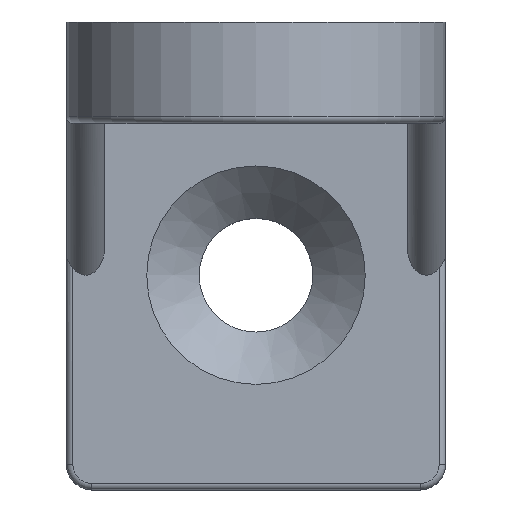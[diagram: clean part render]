
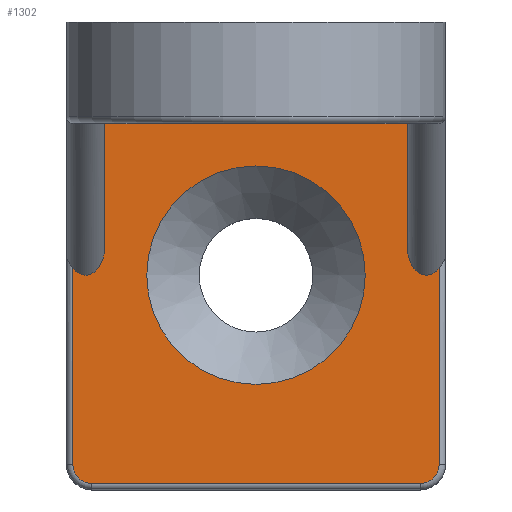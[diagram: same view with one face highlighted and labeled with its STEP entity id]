
A CAD part, top view. The second image highlights one B-rep face of the part: STEP entity #1302.
In plain terms, the highlighted planar face has unit normal (0, 0, 1).
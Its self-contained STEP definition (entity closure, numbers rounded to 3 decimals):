
#15=FACE_BOUND('',#478,.T.);
#27=ELLIPSE('',#1422,2.121,1.5);
#30=ELLIPSE('',#1426,2.121,1.5);
#152=LINE('',#2144,#271);
#153=LINE('',#2161,#272);
#155=LINE('',#2176,#274);
#162=LINE('',#2202,#281);
#163=LINE('',#2205,#282);
#165=LINE('',#2208,#284);
#271=VECTOR('',#1707,10.);
#272=VECTOR('',#1720,10.);
#274=VECTOR('',#1732,10.);
#281=VECTOR('',#1763,10.);
#282=VECTOR('',#1766,10.);
#284=VECTOR('',#1770,10.);
#333=PLANE('',#1429);
#403=FACE_OUTER_BOUND('',#477,.T.);
#477=EDGE_LOOP('',(#1138,#1139,#1140,#1141,#1142,#1143,#1144,#1145,#1146,
#1147));
#478=EDGE_LOOP('',(#1148));
#524=CIRCLE('',#1407,1.5);
#528=CIRCLE('',#1413,1.5);
#532=CIRCLE('',#1430,8.65);
#652=VERTEX_POINT('',#2141);
#653=VERTEX_POINT('',#2143);
#655=VERTEX_POINT('',#2153);
#657=VERTEX_POINT('',#2159);
#658=VERTEX_POINT('',#2164);
#659=VERTEX_POINT('',#2169);
#662=VERTEX_POINT('',#2188);
#665=VERTEX_POINT('',#2196);
#666=VERTEX_POINT('',#2200);
#667=VERTEX_POINT('',#2204);
#668=VERTEX_POINT('',#2209);
#818=EDGE_CURVE('',#652,#653,#152,.T.);
#821=EDGE_CURVE('',#655,#652,#524,.T.);
#824=EDGE_CURVE('',#657,#655,#153,.T.);
#827=EDGE_CURVE('',#658,#657,#528,.T.);
#830=EDGE_CURVE('',#659,#658,#155,.T.);
#836=EDGE_CURVE('',#662,#659,#27,.F.);
#840=EDGE_CURVE('',#653,#665,#30,.F.);
#843=EDGE_CURVE('',#662,#666,#162,.T.);
#844=EDGE_CURVE('',#667,#665,#163,.T.);
#846=EDGE_CURVE('',#666,#667,#165,.T.);
#847=EDGE_CURVE('',#668,#668,#532,.T.);
#1138=ORIENTED_EDGE('',*,*,#830,.F.);
#1139=ORIENTED_EDGE('',*,*,#836,.F.);
#1140=ORIENTED_EDGE('',*,*,#843,.T.);
#1141=ORIENTED_EDGE('',*,*,#846,.T.);
#1142=ORIENTED_EDGE('',*,*,#844,.T.);
#1143=ORIENTED_EDGE('',*,*,#840,.F.);
#1144=ORIENTED_EDGE('',*,*,#818,.F.);
#1145=ORIENTED_EDGE('',*,*,#821,.F.);
#1146=ORIENTED_EDGE('',*,*,#824,.F.);
#1147=ORIENTED_EDGE('',*,*,#827,.F.);
#1148=ORIENTED_EDGE('',*,*,#847,.T.);
#1302=ADVANCED_FACE('',(#403,#15),#333,.T.);
#1407=AXIS2_PLACEMENT_3D('',#2155,#1712,#1713);
#1413=AXIS2_PLACEMENT_3D('',#2166,#1726,#1727);
#1422=AXIS2_PLACEMENT_3D('',#2189,#1748,#1749);
#1426=AXIS2_PLACEMENT_3D('',#2197,#1757,#1758);
#1429=AXIS2_PLACEMENT_3D('',#2207,#1768,#1769);
#1430=AXIS2_PLACEMENT_3D('',#2210,#1771,#1772);
#1707=DIRECTION('',(0.,1.,0.));
#1712=DIRECTION('center_axis',(0.,0.,-1.));
#1713=DIRECTION('ref_axis',(-0.707,-0.707,0.));
#1720=DIRECTION('',(-1.,0.,0.));
#1726=DIRECTION('center_axis',(0.,0.,-1.));
#1727=DIRECTION('ref_axis',(0.707,-0.707,0.));
#1732=DIRECTION('',(0.,-1.,0.));
#1748=DIRECTION('center_axis',(0.,0.,-1.));
#1749=DIRECTION('ref_axis',(0.,-1.,0.));
#1757=DIRECTION('center_axis',(0.,0.,-1.));
#1758=DIRECTION('ref_axis',(0.,-1.,0.));
#1763=DIRECTION('',(0.,1.,0.));
#1766=DIRECTION('',(0.,-1.,0.));
#1768=DIRECTION('center_axis',(0.,0.,1.));
#1769=DIRECTION('ref_axis',(1.,0.,0.));
#1770=DIRECTION('',(-1.,0.,0.));
#1771=DIRECTION('center_axis',(0.,0.,-1.));
#1772=DIRECTION('ref_axis',(1.,0.,0.));
#2141=CARTESIAN_POINT('',(-14.5,-15.,0.));
#2143=CARTESIAN_POINT('',(-14.5,0.54,0.));
#2144=CARTESIAN_POINT('',(-14.5,-7.75,0.));
#2153=CARTESIAN_POINT('',(-13.,-16.5,0.));
#2155=CARTESIAN_POINT('Origin',(-13.,-15.,0.));
#2159=CARTESIAN_POINT('',(13.,-16.5,0.));
#2161=CARTESIAN_POINT('',(7.5,-16.5,0.));
#2164=CARTESIAN_POINT('',(14.5,-15.,0.));
#2166=CARTESIAN_POINT('Origin',(13.,-15.,0.));
#2169=CARTESIAN_POINT('',(14.5,0.54,0.));
#2176=CARTESIAN_POINT('',(14.5,10.75,0.));
#2188=CARTESIAN_POINT('',(12.,2.121,0.));
#2189=CARTESIAN_POINT('Origin',(13.5,2.121,0.));
#2196=CARTESIAN_POINT('',(-12.,2.121,0.));
#2197=CARTESIAN_POINT('Origin',(-13.5,2.121,0.));
#2200=CARTESIAN_POINT('',(12.,12.,0.));
#2202=CARTESIAN_POINT('',(12.,3.75,0.));
#2204=CARTESIAN_POINT('',(-12.,12.,0.));
#2205=CARTESIAN_POINT('',(-12.,3.75,0.));
#2207=CARTESIAN_POINT('Origin',(0.,1.5,0.));
#2208=CARTESIAN_POINT('',(-7.5,12.,0.));
#2209=CARTESIAN_POINT('',(-8.65,0.,0.));
#2210=CARTESIAN_POINT('Origin',(0.,0.,0.));
